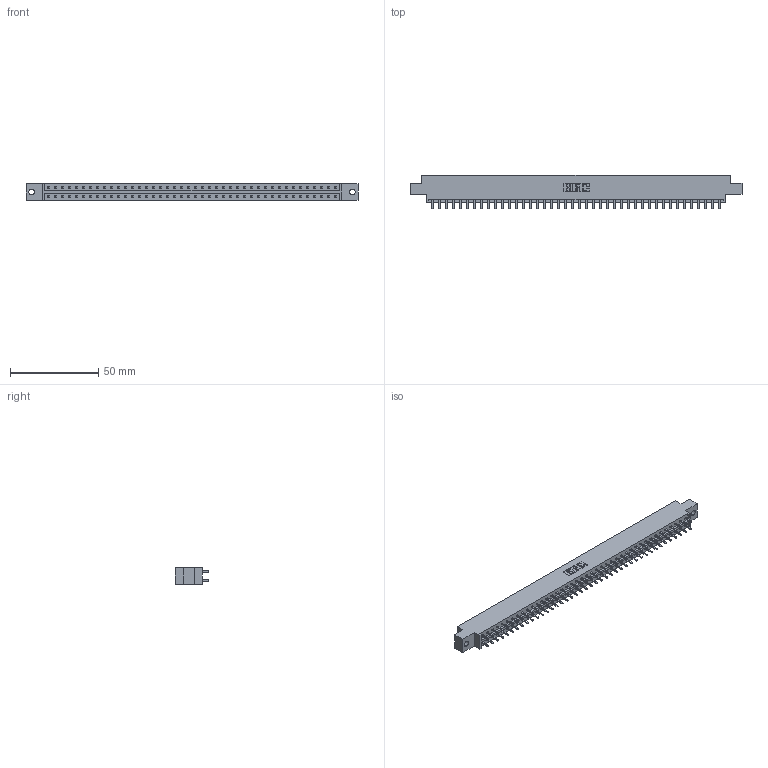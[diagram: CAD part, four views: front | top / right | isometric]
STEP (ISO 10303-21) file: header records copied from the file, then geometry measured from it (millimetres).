
FILE_DESCRIPTION (( 'STEP AP203' ), '1' );
FILE_NAME ('333-084-521-802.STEP', '2018-08-05T04:11:52', ( '' ), ( '' ), 'SwSTEP 2.0', 'SolidWorks 2016', '' );
FILE_SCHEMA (( 'CONFIG_CONTROL_DESIGN' ));
Length unit declared in the file: inch
Products named in the file (3): 333 Part_Offset - .128 Dia; 345-292-001_345-293-121; 333-084-521-802
Assembly tree (85 placements, depth 2):
  333-084-521-802
    333 Part_Offset - .128 Dia
    345-292-001_345-293-121  x84
Bounding box: 187.96 x 19.06 x 9.4 mm (x, y, z)
Volume: 18890.9 mm3; surface area: 22039.6 mm2
Topology: 85 solids, 85 shells, 4486 faces, 13343 edges, 8782 vertices
Faces by surface type: plane 3098, cylinder 1388
Entity records: 27173 total; most frequent: CARTESIAN_POINT 4506, ORIENTED_EDGE 4442, DIRECTION 3849, EDGE_CURVE 2221, VECTOR 2093, LINE 2093, VERTEX_POINT 1478, AXIS2_PLACEMENT_3D 878
